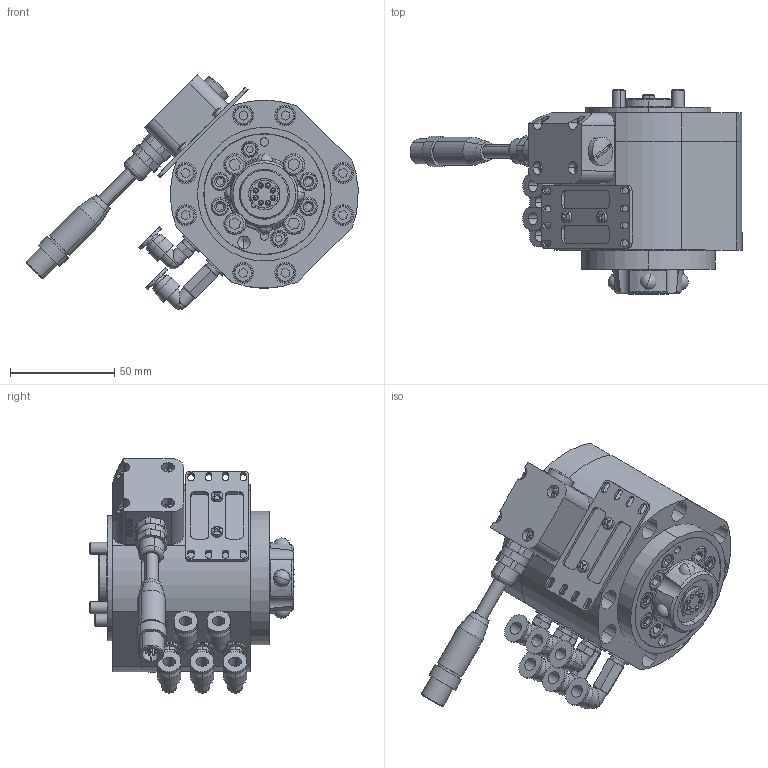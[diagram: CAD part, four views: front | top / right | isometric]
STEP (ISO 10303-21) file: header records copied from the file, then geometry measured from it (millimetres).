
FILE_DESCRIPTION (( 'STEP AP203' ), '1' );
FILE_NAME ('P0108A.STEP', '2020-08-19T06:08:15', ( '' ), ( '' ), 'SwSTEP 2.0', 'SolidWorks 2019', '' );
FILE_SCHEMA (( 'CONFIG_CONTROL_DESIGN' ));
Length unit declared in the file: millimetre
Products named in the file (1): P0108A
Bounding box: 159.01 x 98.16 x 112.49 mm (x, y, z)
Volume: 509234.2 mm3; surface area: 134736.9 mm2
Topology: 62 solids, 70 shells, 2109 faces, 5028 edges, 3178 vertices
Faces by surface type: plane 801, cylinder 695, cone 279, bspline 216, torus 80, sphere 38
Entity records: 71994 total; most frequent: CARTESIAN_POINT 23766, DIRECTION 9956, ORIENTED_EDGE 9834, EDGE_CURVE 4917, AXIS2_PLACEMENT_3D 3822, VERTEX_POINT 3150, EDGE_LOOP 2465, VECTOR 2312
